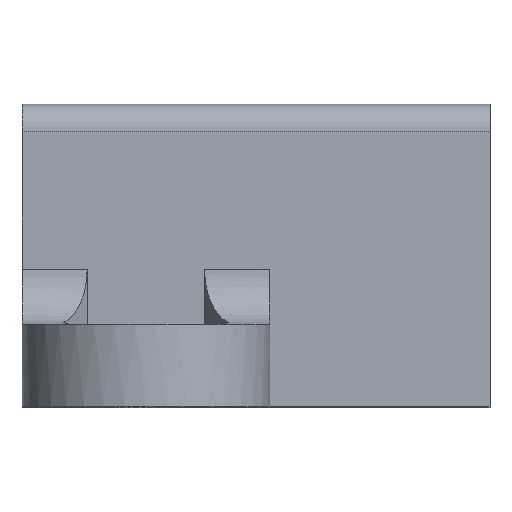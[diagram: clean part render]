
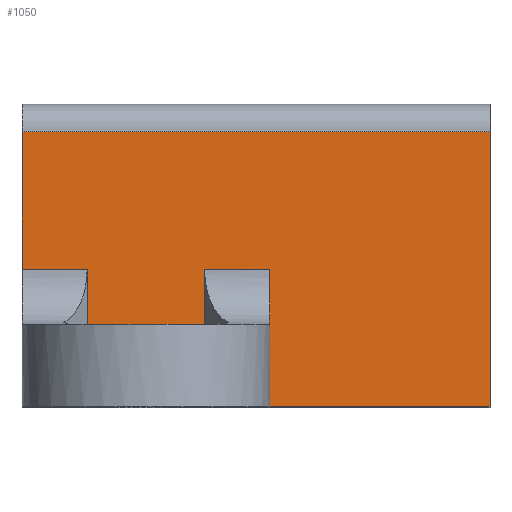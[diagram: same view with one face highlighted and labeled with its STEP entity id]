
A CAD part, top view. The second image highlights one B-rep face of the part: STEP entity #1050.
In plain terms, the highlighted planar face has unit normal (0, 0, 1).
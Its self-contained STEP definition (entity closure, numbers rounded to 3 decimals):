
#40=FACE_OUTER_BOUND('',#94,.T.);
#94=EDGE_LOOP('',(#697,#698,#699,#700,#701,#702,#703,#704,#705,#706));
#176=LINE('',#1524,#304);
#177=LINE('',#1526,#305);
#178=LINE('',#1528,#306);
#179=LINE('',#1530,#307);
#180=LINE('',#1532,#308);
#181=LINE('',#1534,#309);
#182=LINE('',#1536,#310);
#183=LINE('',#1538,#311);
#184=LINE('',#1540,#312);
#185=LINE('',#1541,#313);
#304=VECTOR('',#1222,2.);
#305=VECTOR('',#1223,4.268);
#306=VECTOR('',#1224,2.);
#307=VECTOR('',#1225,2.366);
#308=VECTOR('',#1226,5.);
#309=VECTOR('',#1227,8.);
#310=VECTOR('',#1228,10.);
#311=VECTOR('',#1229,17.);
#312=VECTOR('',#1230,5.);
#313=VECTOR('',#1231,2.366);
#433=VERTEX_POINT('',#1522);
#434=VERTEX_POINT('',#1523);
#435=VERTEX_POINT('',#1525);
#436=VERTEX_POINT('',#1527);
#437=VERTEX_POINT('',#1529);
#438=VERTEX_POINT('',#1531);
#439=VERTEX_POINT('',#1533);
#440=VERTEX_POINT('',#1535);
#441=VERTEX_POINT('',#1537);
#442=VERTEX_POINT('',#1539);
#537=EDGE_CURVE('',#433,#434,#176,.T.);
#538=EDGE_CURVE('',#435,#433,#177,.T.);
#539=EDGE_CURVE('',#435,#436,#178,.T.);
#540=EDGE_CURVE('',#436,#437,#179,.F.);
#541=EDGE_CURVE('',#437,#438,#180,.T.);
#542=EDGE_CURVE('',#438,#439,#181,.T.);
#543=EDGE_CURVE('',#439,#440,#182,.T.);
#544=EDGE_CURVE('',#440,#441,#183,.T.);
#545=EDGE_CURVE('',#442,#441,#184,.T.);
#546=EDGE_CURVE('',#442,#434,#185,.F.);
#697=ORIENTED_EDGE('',*,*,#537,.F.);
#698=ORIENTED_EDGE('',*,*,#538,.F.);
#699=ORIENTED_EDGE('',*,*,#539,.T.);
#700=ORIENTED_EDGE('',*,*,#540,.T.);
#701=ORIENTED_EDGE('',*,*,#541,.T.);
#702=ORIENTED_EDGE('',*,*,#542,.T.);
#703=ORIENTED_EDGE('',*,*,#543,.T.);
#704=ORIENTED_EDGE('',*,*,#544,.T.);
#705=ORIENTED_EDGE('',*,*,#545,.F.);
#706=ORIENTED_EDGE('',*,*,#546,.T.);
#1008=PLANE('',#1125);
#1050=ADVANCED_FACE('',(#40),#1008,.F.);
#1125=AXIS2_PLACEMENT_3D('',#1521,#1220,#1221);
#1220=DIRECTION('center_axis',(0.,0.,-1.));
#1221=DIRECTION('ref_axis',(-1.,0.,0.));
#1222=DIRECTION('',(0.,1.,0.));
#1223=DIRECTION('',(-1.,0.,0.));
#1224=DIRECTION('',(0.,1.,0.));
#1225=DIRECTION('',(-1.,0.,0.));
#1226=DIRECTION('',(0.,-1.,0.));
#1227=DIRECTION('',(1.,0.,0.));
#1228=DIRECTION('',(0.,1.,0.));
#1229=DIRECTION('',(-1.,0.,0.));
#1230=DIRECTION('',(0.,1.,0.));
#1231=DIRECTION('',(-1.,0.,0.));
#1521=CARTESIAN_POINT('Origin',(-8.5,5.,7.5));
#1522=CARTESIAN_POINT('',(-6.134,3.,7.5));
#1523=CARTESIAN_POINT('',(-6.134,5.,7.5));
#1524=CARTESIAN_POINT('',(-6.134,3.,7.5));
#1525=CARTESIAN_POINT('',(-1.866,3.,7.5));
#1526=CARTESIAN_POINT('',(-1.866,3.,7.5));
#1527=CARTESIAN_POINT('',(-1.866,5.,7.5));
#1528=CARTESIAN_POINT('',(-1.866,3.,7.5));
#1529=CARTESIAN_POINT('',(0.5,5.,7.5));
#1530=CARTESIAN_POINT('',(0.5,5.,7.5));
#1531=CARTESIAN_POINT('',(0.5,0.,7.5));
#1532=CARTESIAN_POINT('',(0.5,5.,7.5));
#1533=CARTESIAN_POINT('',(8.5,0.,7.5));
#1534=CARTESIAN_POINT('',(0.5,0.,7.5));
#1535=CARTESIAN_POINT('',(8.5,10.,7.5));
#1536=CARTESIAN_POINT('',(8.5,0.,7.5));
#1537=CARTESIAN_POINT('',(-8.5,10.,7.5));
#1538=CARTESIAN_POINT('',(8.5,10.,7.5));
#1539=CARTESIAN_POINT('',(-8.5,5.,7.5));
#1540=CARTESIAN_POINT('',(-8.5,5.,7.5));
#1541=CARTESIAN_POINT('',(-6.134,5.,7.5));
